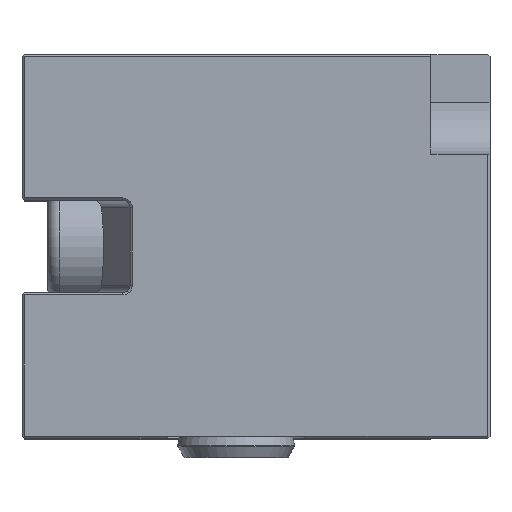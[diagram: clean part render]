
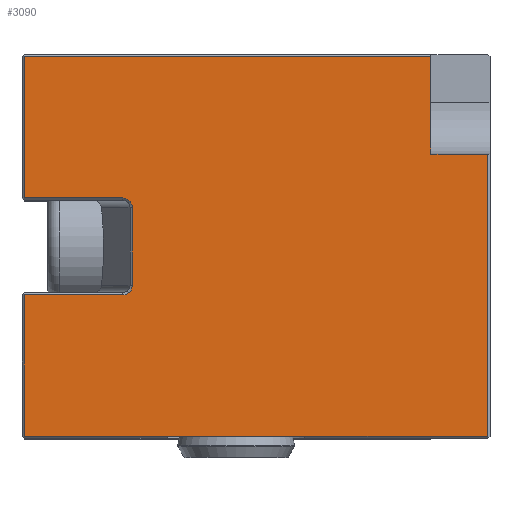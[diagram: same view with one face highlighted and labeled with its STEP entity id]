
A CAD part, top view. The second image highlights one B-rep face of the part: STEP entity #3090.
In plain terms, the highlighted planar face has unit normal (0, 0, 1).
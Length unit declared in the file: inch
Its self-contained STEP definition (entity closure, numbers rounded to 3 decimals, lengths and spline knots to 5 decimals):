
#654=DIRECTION('',(0.,1.,0.));
#655=VECTOR('',#654,0.5975);
#656=CARTESIAN_POINT('',(0.01,-0.8025,0.8125));
#657=LINE('',#656,#655);
#661=DIRECTION('',(-1.,0.,0.));
#662=VECTOR('',#661,0.41526);
#663=CARTESIAN_POINT('',(0.42526,-0.205,0.8125));
#664=LINE('',#663,#662);
#668=CARTESIAN_POINT('',(0.46667,-0.165,0.8125));
#669=CARTESIAN_POINT('',(0.46668,-0.16727,0.8125));
#670=CARTESIAN_POINT('',(0.46627,-0.17182,0.8125));
#671=CARTESIAN_POINT('',(0.46446,-0.17849,0.8125));
#672=CARTESIAN_POINT('',(0.46149,-0.18478,0.8125));
#673=CARTESIAN_POINT('',(0.45742,-0.19052,0.8125));
#674=CARTESIAN_POINT('',(0.45234,-0.19554,0.8125));
#675=CARTESIAN_POINT('',(0.44639,-0.19964,0.8125));
#676=CARTESIAN_POINT('',(0.43973,-0.20271,0.8125));
#677=CARTESIAN_POINT('',(0.43257,-0.20458,0.8125));
#678=CARTESIAN_POINT('',(0.42769,-0.20501,0.8125));
#679=CARTESIAN_POINT('',(0.42526,-0.205,0.8125));
#684=DIRECTION('',(0.,-1.,0.));
#685=VECTOR('',#684,0.33);
#686=CARTESIAN_POINT('',(0.46667,0.165,0.8125));
#687=LINE('',#686,#685);
#691=CARTESIAN_POINT('',(0.42526,0.205,0.8125));
#692=CARTESIAN_POINT('',(0.42772,0.205,0.8125));
#693=CARTESIAN_POINT('',(0.43264,0.20457,0.8125));
#694=CARTESIAN_POINT('',(0.4398,0.20268,0.8125));
#695=CARTESIAN_POINT('',(0.44644,0.19962,0.8125));
#696=CARTESIAN_POINT('',(0.45239,0.19549,0.8125));
#697=CARTESIAN_POINT('',(0.45746,0.19047,0.8125));
#698=CARTESIAN_POINT('',(0.46152,0.18473,0.8125));
#699=CARTESIAN_POINT('',(0.46449,0.17843,0.8125));
#700=CARTESIAN_POINT('',(0.46628,0.17174,0.8125));
#701=CARTESIAN_POINT('',(0.46668,0.16722,0.8125));
#702=CARTESIAN_POINT('',(0.46667,0.165,0.8125));
#707=DIRECTION('',(1.,0.,0.));
#708=VECTOR('',#707,0.41526);
#709=CARTESIAN_POINT('',(0.01,0.205,0.8125));
#710=LINE('',#709,#708);
#714=DIRECTION('',(0.,1.,0.));
#715=VECTOR('',#714,0.5975);
#716=CARTESIAN_POINT('',(0.01,0.205,0.8125));
#717=LINE('',#716,#715);
#721=DIRECTION('',(-1.,0.,0.));
#722=VECTOR('',#721,1.72);
#723=CARTESIAN_POINT('',(1.73,0.8025,0.8125));
#724=LINE('',#723,#722);
#728=DIRECTION('',(0.,-1.,0.));
#729=VECTOR('',#728,0.4115);
#730=CARTESIAN_POINT('',(1.73,0.8025,0.8125));
#731=LINE('',#730,#729);
#735=DIRECTION('',(-1.,0.,0.));
#736=VECTOR('',#735,0.24);
#737=CARTESIAN_POINT('',(1.97,0.391,0.8125));
#738=LINE('',#737,#736);
#742=DIRECTION('',(0.,-1.,0.));
#743=VECTOR('',#742,1.1935);
#744=CARTESIAN_POINT('',(1.97,0.391,0.8125));
#745=LINE('',#744,#743);
#749=DIRECTION('',(-1.,0.,0.));
#750=VECTOR('',#749,0.77837);
#751=CARTESIAN_POINT('',(1.97,-0.8025,0.8125));
#752=LINE('',#751,#750);
#756=DIRECTION('',(1.,0.,0.));
#757=VECTOR('',#756,0.57126);
#758=CARTESIAN_POINT('',(0.62037,-0.8025,0.8125));
#759=LINE('',#758,#757);
#763=DIRECTION('',(-1.,0.,0.));
#764=VECTOR('',#763,0.61037);
#765=CARTESIAN_POINT('',(0.62037,-0.8025,0.8125));
#766=LINE('',#765,#764);
#1080=CARTESIAN_POINT('',(0.62037,-0.8025,0.8125));
#1099=CARTESIAN_POINT('',(1.19163,-0.8025,0.8125));
#2335=CARTESIAN_POINT('',(1.73,0.391,0.8125));
#2336=VERTEX_POINT('',#2335);
#2459=CARTESIAN_POINT('',(0.01,-0.8025,0.8125));
#2460=CARTESIAN_POINT('',(0.01,-0.205,0.8125));
#2461=VERTEX_POINT('',#2459);
#2462=VERTEX_POINT('',#2460);
#2473=CARTESIAN_POINT('',(0.42526,-0.205,0.8125));
#2474=VERTEX_POINT('',#2473);
#2475=VERTEX_POINT('',#668);
#2477=CARTESIAN_POINT('',(0.46667,0.165,0.8125));
#2478=VERTEX_POINT('',#2477);
#2481=VERTEX_POINT('',#691);
#2483=CARTESIAN_POINT('',(0.01,0.205,0.8125));
#2484=VERTEX_POINT('',#2483);
#2491=CARTESIAN_POINT('',(0.01,0.8025,0.8125));
#2492=VERTEX_POINT('',#2491);
#2496=CARTESIAN_POINT('',(1.73,0.8025,0.8125));
#2498=VERTEX_POINT('',#2496);
#2535=VERTEX_POINT('',#1080);
#2558=VERTEX_POINT('',#1099);
#2559=CARTESIAN_POINT('',(1.97,-0.8025,0.8125));
#2560=VERTEX_POINT('',#2559);
#2585=CARTESIAN_POINT('',(1.97,0.391,0.8125));
#2587=VERTEX_POINT('',#2585);
#3057=CARTESIAN_POINT('',(0.,0.8125,0.8125));
#3058=DIRECTION('',(0.,0.,1.));
#3059=DIRECTION('',(0.,-1.,0.));
#3060=AXIS2_PLACEMENT_3D('',#3057,#3058,#3059);
#3061=PLANE('',#3060);
#3062=ORIENTED_EDGE('',*,*,#3044,.T.);
#3064=ORIENTED_EDGE('',*,*,#3063,.F.);
#3066=ORIENTED_EDGE('',*,*,#3065,.F.);
#3068=ORIENTED_EDGE('',*,*,#3067,.F.);
#3070=ORIENTED_EDGE('',*,*,#3069,.F.);
#3072=ORIENTED_EDGE('',*,*,#3071,.F.);
#3074=ORIENTED_EDGE('',*,*,#3073,.T.);
#3076=ORIENTED_EDGE('',*,*,#3075,.F.);
#3077=ORIENTED_EDGE('',*,*,#2729,.T.);
#3079=ORIENTED_EDGE('',*,*,#3078,.F.);
#3081=ORIENTED_EDGE('',*,*,#3080,.T.);
#3083=ORIENTED_EDGE('',*,*,#3082,.T.);
#3085=ORIENTED_EDGE('',*,*,#3084,.F.);
#3087=ORIENTED_EDGE('',*,*,#3086,.T.);
#3088=EDGE_LOOP('',(#3062,#3064,#3066,#3068,#3070,#3072,#3074,#3076,#3077,#3079,
#3081,#3083,#3085,#3087));
#3089=FACE_OUTER_BOUND('',#3088,.F.);
#680=B_SPLINE_CURVE_WITH_KNOTS('',3,(#668,#669,#670,#671,#672,#673,#674,#675,
#676,#677,#678,#679),.UNSPECIFIED.,.F.,.F.,(4,1,1,1,1,1,1,1,1,4),(0.,
0.11111,0.22222,0.33333,0.44444,
0.55556,0.66667,0.77778,0.88889,1.),
.UNSPECIFIED.);
#703=B_SPLINE_CURVE_WITH_KNOTS('',3,(#691,#692,#693,#694,#695,#696,#697,#698,
#699,#700,#701,#702),.UNSPECIFIED.,.F.,.F.,(4,1,1,1,1,1,1,1,1,4),(0.,
0.11111,0.22222,0.33333,0.44444,
0.55556,0.66667,0.77778,0.88889,1.),
.UNSPECIFIED.);
#2729=EDGE_CURVE('',#2498,#2336,#731,.T.);
#3044=EDGE_CURVE('',#2461,#2462,#657,.T.);
#3063=EDGE_CURVE('',#2474,#2462,#664,.T.);
#3065=EDGE_CURVE('',#2475,#2474,#680,.T.);
#3067=EDGE_CURVE('',#2478,#2475,#687,.T.);
#3069=EDGE_CURVE('',#2481,#2478,#703,.T.);
#3071=EDGE_CURVE('',#2484,#2481,#710,.T.);
#3073=EDGE_CURVE('',#2484,#2492,#717,.T.);
#3075=EDGE_CURVE('',#2498,#2492,#724,.T.);
#3078=EDGE_CURVE('',#2587,#2336,#738,.T.);
#3080=EDGE_CURVE('',#2587,#2560,#745,.T.);
#3082=EDGE_CURVE('',#2560,#2558,#752,.T.);
#3084=EDGE_CURVE('',#2535,#2558,#759,.T.);
#3086=EDGE_CURVE('',#2535,#2461,#766,.T.);
#3090=ADVANCED_FACE('',(#3089),#3061,.T.);
